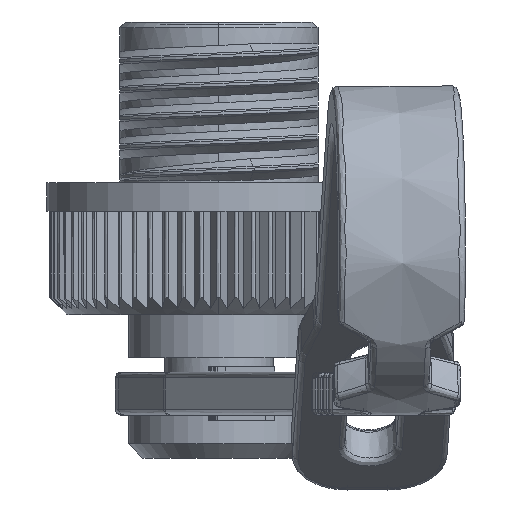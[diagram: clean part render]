
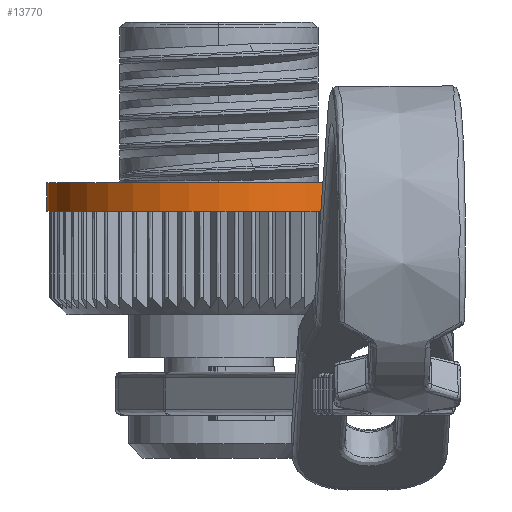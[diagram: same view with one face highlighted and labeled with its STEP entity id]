
A CAD part, front view. The second image highlights one B-rep face of the part: STEP entity #13770.
In plain terms, the highlighted cylindrical face has radius 6 mm (diameter 12 mm), a partial arc.
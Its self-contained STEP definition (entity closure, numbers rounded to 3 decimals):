
#490=DIRECTION('',(0.,0.,-1.));
#491=VECTOR('',#490,1.);
#492=CARTESIAN_POINT('',(6.,0.,0.));
#493=LINE('',#492,#491);
#494=DIRECTION('',(0.,0.,-1.));
#495=VECTOR('',#494,1.);
#496=CARTESIAN_POINT('',(-6.,0.,0.));
#497=LINE('',#496,#495);
#498=CARTESIAN_POINT('',(0.,0.,0.));
#499=DIRECTION('',(0.,0.,-1.));
#500=DIRECTION('',(1.,0.,0.));
#501=AXIS2_PLACEMENT_3D('',#498,#499,#500);
#503=CARTESIAN_POINT('',(0.,0.,-1.));
#504=DIRECTION('',(0.,0.,-1.));
#505=DIRECTION('',(1.,0.,0.));
#506=AXIS2_PLACEMENT_3D('',#503,#504,#505);
#11105=CARTESIAN_POINT('',(6.,0.,0.));
#11106=CARTESIAN_POINT('',(6.,0.,-1.));
#11107=VERTEX_POINT('',#11105);
#11108=VERTEX_POINT('',#11106);
#11121=CARTESIAN_POINT('',(-6.,0.,0.));
#11122=CARTESIAN_POINT('',(-6.,0.,-1.));
#11123=VERTEX_POINT('',#11121);
#11124=VERTEX_POINT('',#11122);
#13758=CARTESIAN_POINT('',(0.,0.,0.));
#13759=DIRECTION('',(0.,0.,1.));
#13760=DIRECTION('',(-1.,0.,0.));
#13761=AXIS2_PLACEMENT_3D('',#13758,#13759,#13760);
#13762=CYLINDRICAL_SURFACE('',#13761,6.);
#13763=ORIENTED_EDGE('',*,*,#13748,.T.);
#13765=ORIENTED_EDGE('',*,*,#13764,.T.);
#13766=ORIENTED_EDGE('',*,*,#13751,.F.);
#13767=ORIENTED_EDGE('',*,*,#13734,.F.);
#13768=EDGE_LOOP('',(#13763,#13765,#13766,#13767));
#13769=FACE_OUTER_BOUND('',#13768,.F.);
#502=CIRCLE('',#501,6.);
#507=CIRCLE('',#506,6.);
#13734=EDGE_CURVE('',#11107,#11123,#502,.T.);
#13748=EDGE_CURVE('',#11107,#11108,#493,.T.);
#13751=EDGE_CURVE('',#11123,#11124,#497,.T.);
#13764=EDGE_CURVE('',#11108,#11124,#507,.T.);
#13770=ADVANCED_FACE('',(#13769),#13762,.T.);
